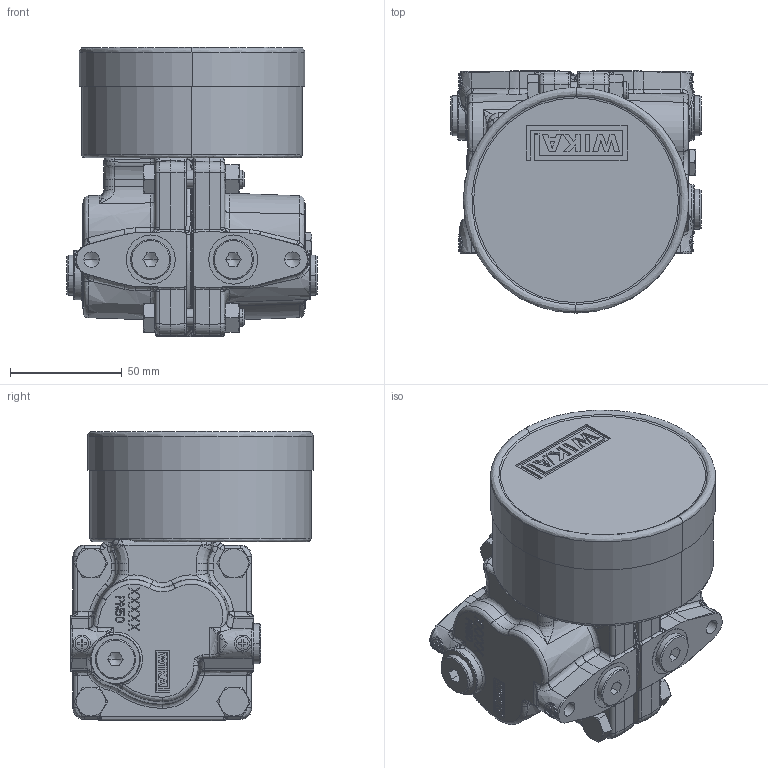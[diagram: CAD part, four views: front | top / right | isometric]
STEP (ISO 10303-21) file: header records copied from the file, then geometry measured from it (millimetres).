
FILE_DESCRIPTION((''),'2;1');
FILE_NAME('712_15_100_OHNE_VENTIL','2011-02-07T',('muenchc'),(''),'PRO/ENGINEER BY PARAMETRIC TECHNOLOGY CORPORATION, 2009380','PRO/ENGINEER BY PARAMETRIC TECHNOLOGY CORPORATION, 2009380','');
FILE_SCHEMA(('AUTOMOTIVE_DESIGN_CC2 { 1 2 10303 214 -1 1 5 2 }'));
Products named in the file (1): 712_15_100_OHNE_VENTIL
Bounding box: 112 x 108.6 x 129.5 mm (x, y, z)
Volume: 725770.8 mm3; surface area: 98477 mm2
Topology: 1 solids, 1 shells, 1652 faces, 4173 edges, 2584 vertices
Faces by surface type: bspline 1652
Entity records: 91280 total; most frequent: CARTESIAN_POINT 46919, ORIENTED_EDGE 8284, EDGE_CURVE 4142, DIRECTION 4101, VERTEX_POINT 2584, VECTOR 2369, LINE 2369, EDGE_LOOP 1756
